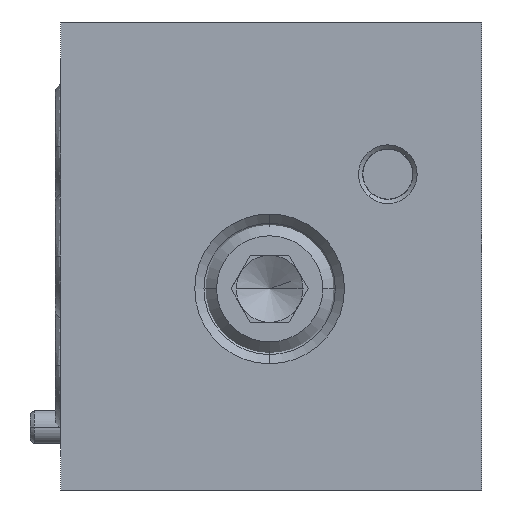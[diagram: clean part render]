
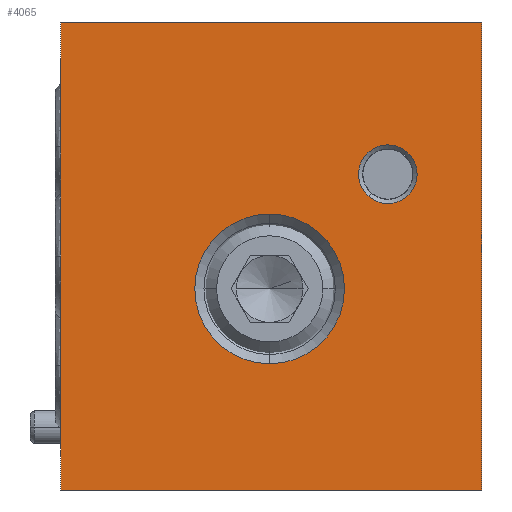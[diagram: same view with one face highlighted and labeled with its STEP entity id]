
A CAD part, left-side view. The second image highlights one B-rep face of the part: STEP entity #4065.
In plain terms, the highlighted planar face has unit normal (-1, 0, 0).
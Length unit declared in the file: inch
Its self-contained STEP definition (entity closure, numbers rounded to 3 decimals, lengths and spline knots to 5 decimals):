
#9=DIRECTION('',(0.,-1.,0.));
#10=VECTOR('',#9,1.575);
#11=CARTESIAN_POINT('',(0.,0.,0.));
#12=LINE('',#11,#10);
#1140=DIRECTION('',(0.,0.,1.));
#1141=VECTOR('',#1140,1.75);
#1142=CARTESIAN_POINT('',(0.,-1.575,0.));
#1143=LINE('',#1142,#1141);
#1516=DIRECTION('',(0.,0.,1.));
#1517=VECTOR('',#1516,1.75);
#1518=CARTESIAN_POINT('',(0.,0.,0.));
#1519=LINE('',#1518,#1517);
#1520=CARTESIAN_POINT('',(0.,-0.781,0.752));
#1521=DIRECTION('',(1.,0.,0.));
#1522=DIRECTION('',(0.,0.,-1.));
#1523=AXIS2_PLACEMENT_3D('',#1520,#1521,#1522);
#1525=CARTESIAN_POINT('',(0.,-0.781,0.752));
#1526=DIRECTION('',(1.,0.,0.));
#1527=DIRECTION('',(0.,0.,1.));
#1528=AXIS2_PLACEMENT_3D('',#1525,#1526,#1527);
#1530=CARTESIAN_POINT('',(0.,-1.223,1.181));
#1531=DIRECTION('',(1.,0.,0.));
#1532=DIRECTION('',(0.,0.643,-0.766));
#1533=AXIS2_PLACEMENT_3D('',#1530,#1531,#1532);
#1535=CARTESIAN_POINT('',(0.,-1.223,1.181));
#1536=DIRECTION('',(1.,0.,0.));
#1537=DIRECTION('',(0.,-0.643,0.766));
#1538=AXIS2_PLACEMENT_3D('',#1535,#1536,#1537);
#1548=DIRECTION('',(0.,-1.,0.));
#1549=VECTOR('',#1548,1.575);
#1550=CARTESIAN_POINT('',(0.,0.,1.75));
#1551=LINE('',#1550,#1549);
#2801=CARTESIAN_POINT('',(0.,0.,0.));
#2802=CARTESIAN_POINT('',(0.,-1.575,0.));
#2803=VERTEX_POINT('',#2801);
#2804=VERTEX_POINT('',#2802);
#2805=CARTESIAN_POINT('',(0.,0.,1.75));
#2806=CARTESIAN_POINT('',(0.,-1.575,1.75));
#2807=VERTEX_POINT('',#2805);
#2808=VERTEX_POINT('',#2806);
#2819=CARTESIAN_POINT('',(0.,-0.781,1.032));
#2820=VERTEX_POINT('',#2819);
#2821=CARTESIAN_POINT('',(0.,-0.781,0.472));
#2822=VERTEX_POINT('',#2821);
#2835=CARTESIAN_POINT('',(0.,-1.15261,1.09712));
#2836=CARTESIAN_POINT('',(0.,-1.29339,1.26488));
#2837=VERTEX_POINT('',#2835);
#2838=VERTEX_POINT('',#2836);
#4042=CARTESIAN_POINT('',(0.,0.,0.));
#4043=DIRECTION('',(-1.,0.,0.));
#4044=DIRECTION('',(0.,-1.,0.));
#4045=AXIS2_PLACEMENT_3D('',#4042,#4043,#4044);
#4046=PLANE('',#4045);
#4047=ORIENTED_EDGE('',*,*,#3124,.F.);
#4048=ORIENTED_EDGE('',*,*,#3671,.T.);
#4050=ORIENTED_EDGE('',*,*,#4049,.T.);
#4051=ORIENTED_EDGE('',*,*,#3752,.F.);
#4052=EDGE_LOOP('',(#4047,#4048,#4050,#4051));
#4053=FACE_OUTER_BOUND('',#4052,.F.);
#4055=ORIENTED_EDGE('',*,*,#4054,.F.);
#4057=ORIENTED_EDGE('',*,*,#4056,.F.);
#4058=EDGE_LOOP('',(#4055,#4057));
#4059=FACE_BOUND('',#4058,.F.);
#4061=ORIENTED_EDGE('',*,*,#4060,.F.);
#4062=ORIENTED_EDGE('',*,*,#4032,.F.);
#4063=EDGE_LOOP('',(#4061,#4062));
#4064=FACE_BOUND('',#4063,.F.);
#4065=ADVANCED_FACE('',(#4053,#4059,#4064),#4046,.T.);
#1524=CIRCLE('',#1523,0.28);
#1529=CIRCLE('',#1528,0.28);
#1534=CIRCLE('',#1533,0.1095);
#1539=CIRCLE('',#1538,0.1095);
#3124=EDGE_CURVE('',#2803,#2804,#12,.T.);
#3671=EDGE_CURVE('',#2803,#2807,#1519,.T.);
#3752=EDGE_CURVE('',#2804,#2808,#1143,.T.);
#4032=EDGE_CURVE('',#2838,#2837,#1539,.T.);
#4049=EDGE_CURVE('',#2807,#2808,#1551,.T.);
#4054=EDGE_CURVE('',#2822,#2820,#1524,.T.);
#4056=EDGE_CURVE('',#2820,#2822,#1529,.T.);
#4060=EDGE_CURVE('',#2837,#2838,#1534,.T.);
